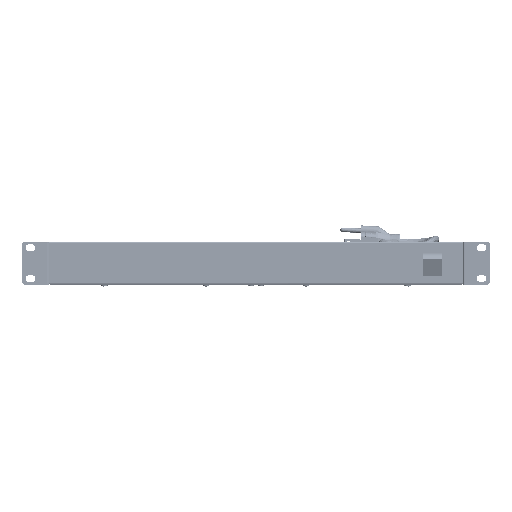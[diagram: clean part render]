
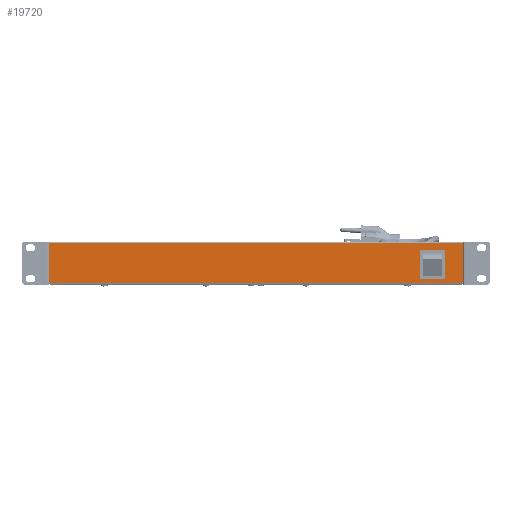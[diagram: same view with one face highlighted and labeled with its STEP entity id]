
A CAD part, left-side view. The second image highlights one B-rep face of the part: STEP entity #19720.
In plain terms, the highlighted planar face has unit normal (-1, 0, 0).
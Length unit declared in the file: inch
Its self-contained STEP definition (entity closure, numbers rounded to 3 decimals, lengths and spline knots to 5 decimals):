
#64 = CARTESIAN_POINT ( 'NONE',  ( -3.34646, 8.39567, 0.05906 ) ) ;
#3030 = ORIENTED_EDGE ( 'NONE', *, *, #27382, .T. ) ;
#3844 = ORIENTED_EDGE ( 'NONE', *, *, #49063, .T. ) ;
#4278 = CARTESIAN_POINT ( 'NONE',  ( -3.34646, -7.1752, 0.31693 ) ) ;
#4426 = CARTESIAN_POINT ( 'NONE',  ( -3.34646, -7.1752, 1.41929 ) ) ;
#6443 = VERTEX_POINT ( 'NONE', #14529 ) ;
#7103 = AXIS2_PLACEMENT_3D ( 'NONE', #42360, #8333, #52062 ) ;
#8333 = DIRECTION ( 'NONE',  ( -1., 0., 0. ) ) ;
#10074 = CARTESIAN_POINT ( 'NONE',  ( -3.34646, 8.39567, 1.67717 ) ) ;
#10240 = LINE ( 'NONE', #4278, #14753 ) ;
#12334 = EDGE_CURVE ( 'NONE', #52569, #66715, #53856, .T. ) ;
#14529 = CARTESIAN_POINT ( 'NONE',  ( -3.34646, -7.60827, 0.31693 ) ) ;
#14753 = VECTOR ( 'NONE', #73726, 39.37008 ) ;
#16183 = VECTOR ( 'NONE', #34879, 39.37008 ) ;
#17477 = EDGE_CURVE ( 'NONE', #61897, #37427, #43504, .T. ) ;
#18802 = FACE_OUTER_BOUND ( 'NONE', #63396, .T. ) ;
#19556 = PLANE ( 'NONE',  #7103 ) ;
#19720 = ADVANCED_FACE ( 'NONE', ( #23660, #18802 ), #19556, .T. ) ;
#20378 = VERTEX_POINT ( 'NONE', #40357 ) ;
#21478 = LINE ( 'NONE', #44289, #16183 ) ;
#22171 = ORIENTED_EDGE ( 'NONE', *, *, #73301, .T. ) ;
#23660 = FACE_BOUND ( 'NONE', #48142, .T. ) ;
#25937 = CARTESIAN_POINT ( 'NONE',  ( -3.34646, -8.39567, 0.86811 ) ) ;
#26087 = EDGE_CURVE ( 'NONE', #20378, #44908, #48885, .T. ) ;
#27382 = EDGE_CURVE ( 'NONE', #61550, #20378, #30624, .T. ) ;
#27742 = LINE ( 'NONE', #50517, #69806 ) ;
#29584 = ORIENTED_EDGE ( 'NONE', *, *, #12334, .T. ) ;
#29821 = VECTOR ( 'NONE', #63109, 39.37008 ) ;
#30624 = LINE ( 'NONE', #40343, #29821 ) ;
#32468 = VECTOR ( 'NONE', #72209, 39.37008 ) ;
#34879 = DIRECTION ( 'NONE',  ( 0., 1., 0. ) ) ;
#35556 = CARTESIAN_POINT ( 'NONE',  ( -3.34646, -7.60827, 1.41929 ) ) ;
#37225 = CARTESIAN_POINT ( 'NONE',  ( -3.34646, -6.74213, 0.31693 ) ) ;
#37362 = EDGE_CURVE ( 'NONE', #61897, #66715, #27742, .T. ) ;
#37427 = VERTEX_POINT ( 'NONE', #67352 ) ;
#37438 = CARTESIAN_POINT ( 'NONE',  ( -3.34646, 8.39567, 1.71654 ) ) ;
#37871 = CARTESIAN_POINT ( 'NONE',  ( -3.34646, -8.39567, 0.05906 ) ) ;
#37945 = EDGE_CURVE ( 'NONE', #37427, #52569, #21478, .T. ) ;
#38425 = ORIENTED_EDGE ( 'NONE', *, *, #26087, .T. ) ;
#40343 = CARTESIAN_POINT ( 'NONE',  ( -3.34646, -6.74213, 0.86811 ) ) ;
#40357 = CARTESIAN_POINT ( 'NONE',  ( -3.34646, -6.74213, 1.41929 ) ) ;
#42360 = CARTESIAN_POINT ( 'NONE',  ( -3.34646, 8.39567, 0. ) ) ;
#42703 = CARTESIAN_POINT ( 'NONE',  ( -3.34646, -7.60827, 0.86811 ) ) ;
#43504 = LINE ( 'NONE', #25937, #69509 ) ;
#44289 = CARTESIAN_POINT ( 'NONE',  ( -3.34646, 8.39567, 1.67717 ) ) ;
#44908 = VERTEX_POINT ( 'NONE', #35556 ) ;
#45582 = ORIENTED_EDGE ( 'NONE', *, *, #37362, .F. ) ;
#47747 = VECTOR ( 'NONE', #48265, 39.37008 ) ;
#48142 = EDGE_LOOP ( 'NONE', ( #3030, #38425, #3844, #22171 ) ) ;
#48265 = DIRECTION ( 'NONE',  ( 0., 0., -1. ) ) ;
#48333 = VECTOR ( 'NONE', #67561, 39.37008 ) ;
#48885 = LINE ( 'NONE', #4426, #48333 ) ;
#49063 = EDGE_CURVE ( 'NONE', #44908, #6443, #49418, .T. ) ;
#49418 = LINE ( 'NONE', #42703, #32468 ) ;
#50517 = CARTESIAN_POINT ( 'NONE',  ( -3.34646, 8.3563, 0.05906 ) ) ;
#52062 = DIRECTION ( 'NONE',  ( 0., 0., 1. ) ) ;
#52569 = VERTEX_POINT ( 'NONE', #10074 ) ;
#53856 = LINE ( 'NONE', #37438, #47747 ) ;
#61550 = VERTEX_POINT ( 'NONE', #37225 ) ;
#61897 = VERTEX_POINT ( 'NONE', #37871 ) ;
#63109 = DIRECTION ( 'NONE',  ( 0., 0., 1. ) ) ;
#63396 = EDGE_LOOP ( 'NONE', ( #45582, #65297, #70353, #29584 ) ) ;
#65297 = ORIENTED_EDGE ( 'NONE', *, *, #17477, .T. ) ;
#66715 = VERTEX_POINT ( 'NONE', #64 ) ;
#67352 = CARTESIAN_POINT ( 'NONE',  ( -3.34646, -8.39567, 1.67717 ) ) ;
#67561 = DIRECTION ( 'NONE',  ( 0., -1., 0. ) ) ;
#69509 = VECTOR ( 'NONE', #71500, 39.37008 ) ;
#69806 = VECTOR ( 'NONE', #73316, 39.37008 ) ;
#70353 = ORIENTED_EDGE ( 'NONE', *, *, #37945, .T. ) ;
#71500 = DIRECTION ( 'NONE',  ( 0., 0., 1. ) ) ;
#72209 = DIRECTION ( 'NONE',  ( 0., 0., -1. ) ) ;
#73301 = EDGE_CURVE ( 'NONE', #6443, #61550, #10240, .T. ) ;
#73316 = DIRECTION ( 'NONE',  ( 0., 1., 0. ) ) ;
#73726 = DIRECTION ( 'NONE',  ( 0., 1., 0. ) ) ;
